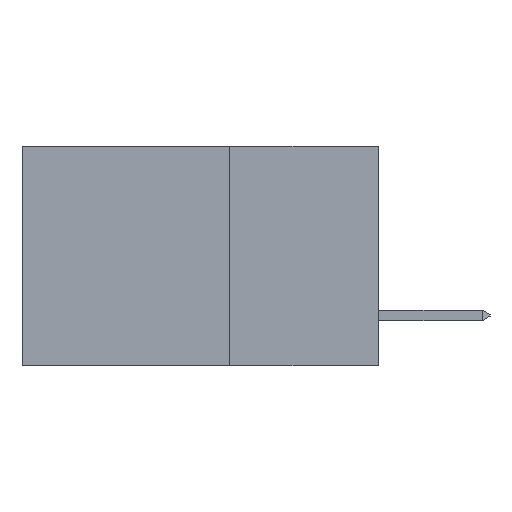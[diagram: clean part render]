
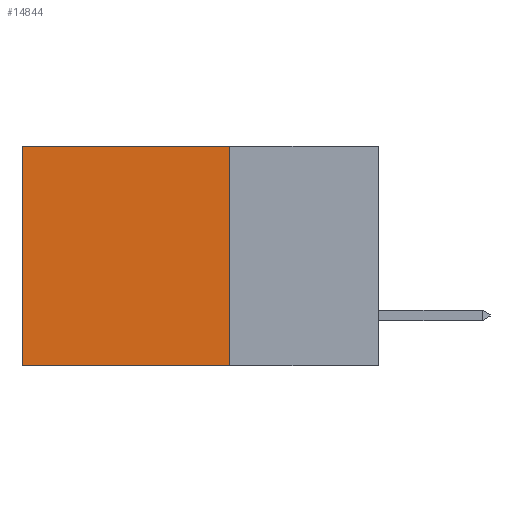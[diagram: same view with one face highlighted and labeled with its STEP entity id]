
A CAD part, left-side view. The second image highlights one B-rep face of the part: STEP entity #14844.
In plain terms, the highlighted planar face has unit normal (-1, 0, 0).
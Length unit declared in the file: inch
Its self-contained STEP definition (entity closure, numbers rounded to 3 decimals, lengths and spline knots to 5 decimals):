
#264 = ORIENTED_EDGE ( 'NONE', *, *, #16003, .T. ) ;
#2637 = EDGE_CURVE ( 'NONE', #3886, #29658, #29120, .T. ) ;
#3886 = VERTEX_POINT ( 'NONE', #26981 ) ;
#5123 = LINE ( 'NONE', #29235, #23696 ) ;
#5134 = DIRECTION ( 'NONE',  ( 0., 0., -1. ) ) ;
#5293 = DIRECTION ( 'NONE',  ( 0., 0., -1. ) ) ;
#5558 = CARTESIAN_POINT ( 'NONE',  ( 0.298, 0.25, 0. ) ) ;
#7165 = CARTESIAN_POINT ( 'NONE',  ( 0.298, 0.25, 0. ) ) ;
#8046 = ORIENTED_EDGE ( 'NONE', *, *, #2637, .F. ) ;
#10065 = VECTOR ( 'NONE', #5134, 39.37008 ) ;
#10787 = VERTEX_POINT ( 'NONE', #17671 ) ;
#11332 = PLANE ( 'NONE',  #22709 ) ;
#11720 = FACE_OUTER_BOUND ( 'NONE', #19846, .T. ) ;
#13773 = DIRECTION ( 'NONE',  ( 0., 0., -1. ) ) ;
#14541 = DIRECTION ( 'NONE',  ( 0., 1., 0. ) ) ;
#14659 = LINE ( 'NONE', #7165, #19591 ) ;
#14815 = DIRECTION ( 'NONE',  ( 0., 1., 0. ) ) ;
#14844 = ADVANCED_FACE ( 'NONE', ( #11720 ), #11332, .F. ) ;
#15582 = VECTOR ( 'NONE', #5293, 39.37008 ) ;
#16003 = EDGE_CURVE ( 'NONE', #3886, #19062, #14659, .T. ) ;
#16746 = EDGE_CURVE ( 'NONE', #29658, #10787, #5123, .T. ) ;
#17671 = CARTESIAN_POINT ( 'NONE',  ( 0.298, 0.6, -0.37 ) ) ;
#17955 = ORIENTED_EDGE ( 'NONE', *, *, #16746, .F. ) ;
#18593 = CARTESIAN_POINT ( 'NONE',  ( 0.298, 0.6, 0. ) ) ;
#19062 = VERTEX_POINT ( 'NONE', #18593 ) ;
#19591 = VECTOR ( 'NONE', #14541, 39.37008 ) ;
#19846 = EDGE_LOOP ( 'NONE', ( #25813, #17955, #8046, #264 ) ) ;
#22033 = CARTESIAN_POINT ( 'NONE',  ( 0.298, 0.6, 0. ) ) ;
#22709 = AXIS2_PLACEMENT_3D ( 'NONE', #28074, #28178, #13773 ) ;
#23696 = VECTOR ( 'NONE', #14815, 39.37008 ) ;
#25813 = ORIENTED_EDGE ( 'NONE', *, *, #28454, .T. ) ;
#26981 = CARTESIAN_POINT ( 'NONE',  ( 0.298, 0.25, 0. ) ) ;
#28074 = CARTESIAN_POINT ( 'NONE',  ( 0.298, 0.25, 0. ) ) ;
#28178 = DIRECTION ( 'NONE',  ( 1., 0., 0. ) ) ;
#28454 = EDGE_CURVE ( 'NONE', #19062, #10787, #29327, .T. ) ;
#28872 = CARTESIAN_POINT ( 'NONE',  ( 0.298, 0.25, -0.37 ) ) ;
#29120 = LINE ( 'NONE', #5558, #15582 ) ;
#29235 = CARTESIAN_POINT ( 'NONE',  ( 0.298, 0.25, -0.37 ) ) ;
#29327 = LINE ( 'NONE', #22033, #10065 ) ;
#29658 = VERTEX_POINT ( 'NONE', #28872 ) ;
